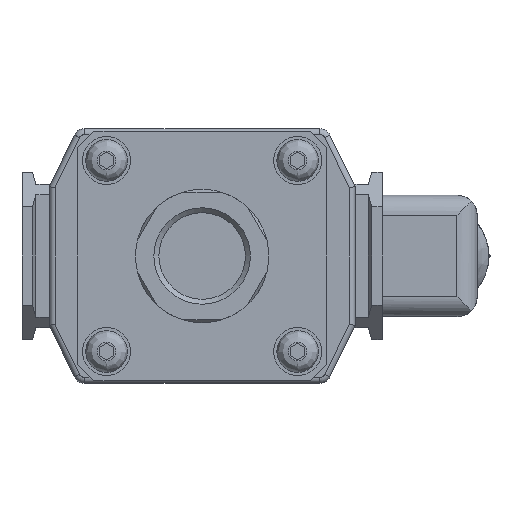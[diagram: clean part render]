
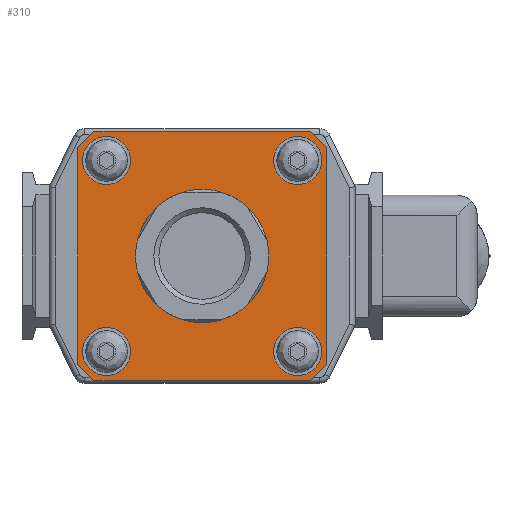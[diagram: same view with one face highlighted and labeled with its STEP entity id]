
A CAD part, front view. The second image highlights one B-rep face of the part: STEP entity #310.
In plain terms, the highlighted planar face has unit normal (0, -1, 0).
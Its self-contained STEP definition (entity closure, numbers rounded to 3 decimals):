
#310 = ADVANCED_FACE( '', ( #1008, #1009, #1010, #1011, #1012, #1013 ), #1014, .F. );
#1008 = FACE_BOUND( '', #2019, .T. );
#1009 = FACE_BOUND( '', #2020, .T. );
#1010 = FACE_BOUND( '', #2021, .T. );
#1011 = FACE_BOUND( '', #2022, .T. );
#1012 = FACE_BOUND( '', #2023, .T. );
#1013 = FACE_OUTER_BOUND( '', #2024, .T. );
#1014 = PLANE( '', #2025 );
#2019 = EDGE_LOOP( '', ( #4101 ) );
#2020 = EDGE_LOOP( '', ( #4102 ) );
#2021 = EDGE_LOOP( '', ( #4103 ) );
#2022 = EDGE_LOOP( '', ( #4104 ) );
#2023 = EDGE_LOOP( '', ( #4105 ) );
#2024 = EDGE_LOOP( '', ( #4106, #4107, #4108, #4109, #4110, #4111, #4112, #4113 ) );
#2025 = AXIS2_PLACEMENT_3D( '', #4114, #4115, #4116 );
#4101 = ORIENTED_EDGE( '', *, *, #5792, .F. );
#4102 = ORIENTED_EDGE( '', *, *, #5874, .F. );
#4103 = ORIENTED_EDGE( '', *, *, #5879, .F. );
#4104 = ORIENTED_EDGE( '', *, *, #5884, .F. );
#4105 = ORIENTED_EDGE( '', *, *, #5889, .F. );
#4106 = ORIENTED_EDGE( '', *, *, #5894, .F. );
#4107 = ORIENTED_EDGE( '', *, *, #5895, .F. );
#4108 = ORIENTED_EDGE( '', *, *, #5896, .F. );
#4109 = ORIENTED_EDGE( '', *, *, #5897, .F. );
#4110 = ORIENTED_EDGE( '', *, *, #5898, .F. );
#4111 = ORIENTED_EDGE( '', *, *, #5899, .F. );
#4112 = ORIENTED_EDGE( '', *, *, #5900, .F. );
#4113 = ORIENTED_EDGE( '', *, *, #5901, .F. );
#4114 = CARTESIAN_POINT( '', ( 0., 11., 0. ) );
#4115 = DIRECTION( '', ( 0., 1., 0. ) );
#4116 = DIRECTION( '', ( 0., 0., 1. ) );
#5792 = EDGE_CURVE( '', #7047, #7047, #7048, .T. );
#5874 = EDGE_CURVE( '', #7181, #7181, #7182, .T. );
#5879 = EDGE_CURVE( '', #7191, #7191, #7192, .T. );
#5884 = EDGE_CURVE( '', #7201, #7201, #7202, .T. );
#5889 = EDGE_CURVE( '', #7211, #7211, #7212, .T. );
#5894 = EDGE_CURVE( '', #7221, #7222, #7223, .T. );
#5895 = EDGE_CURVE( '', #7224, #7221, #7225, .T. );
#5896 = EDGE_CURVE( '', #7226, #7224, #7227, .T. );
#5897 = EDGE_CURVE( '', #7228, #7226, #7229, .T. );
#5898 = EDGE_CURVE( '', #7230, #7228, #7231, .T. );
#5899 = EDGE_CURVE( '', #7232, #7230, #7233, .T. );
#5900 = EDGE_CURVE( '', #7234, #7232, #7235, .T. );
#5901 = EDGE_CURVE( '', #7222, #7234, #7236, .T. );
#7047 = VERTEX_POINT( '', #8984 );
#7048 = CIRCLE( '', #8985, 11.5 );
#7181 = VERTEX_POINT( '', #9190 );
#7182 = CIRCLE( '', #9191, 4.15 );
#7191 = VERTEX_POINT( '', #9200 );
#7192 = CIRCLE( '', #9201, 4.15 );
#7201 = VERTEX_POINT( '', #9210 );
#7202 = CIRCLE( '', #9211, 4.15 );
#7211 = VERTEX_POINT( '', #9220 );
#7212 = CIRCLE( '', #9221, 4.15 );
#7221 = VERTEX_POINT( '', #9230 );
#7222 = VERTEX_POINT( '', #9231 );
#7223 = LINE( '', #9232, #9233 );
#7224 = VERTEX_POINT( '', #9234 );
#7225 = LINE( '', #9235, #9236 );
#7226 = VERTEX_POINT( '', #9237 );
#7227 = LINE( '', #9238, #9239 );
#7228 = VERTEX_POINT( '', #9240 );
#7229 = LINE( '', #9241, #9242 );
#7230 = VERTEX_POINT( '', #9243 );
#7231 = LINE( '', #9244, #9245 );
#7232 = VERTEX_POINT( '', #9246 );
#7233 = LINE( '', #9247, #9248 );
#7234 = VERTEX_POINT( '', #9249 );
#7235 = LINE( '', #9250, #9251 );
#7236 = LINE( '', #9252, #9253 );
#8984 = CARTESIAN_POINT( '', ( 0., 11., -11.5 ) );
#8985 = AXIS2_PLACEMENT_3D( '', #10791, #10792, #10793 );
#9190 = CARTESIAN_POINT( '', ( -16.5, 11., -20.65 ) );
#9191 = AXIS2_PLACEMENT_3D( '', #10893, #10894, #10895 );
#9200 = CARTESIAN_POINT( '', ( -16.5, 11., 12.35 ) );
#9201 = AXIS2_PLACEMENT_3D( '', #10908, #10909, #10910 );
#9210 = CARTESIAN_POINT( '', ( 16.5, 11., 12.35 ) );
#9211 = AXIS2_PLACEMENT_3D( '', #10923, #10924, #10925 );
#9220 = CARTESIAN_POINT( '', ( 16.5, 11., -20.65 ) );
#9221 = AXIS2_PLACEMENT_3D( '', #10938, #10939, #10940 );
#9230 = CARTESIAN_POINT( '', ( -18.672, 11., -21.5 ) );
#9231 = CARTESIAN_POINT( '', ( -21.5, 11., -18.672 ) );
#9232 = CARTESIAN_POINT( '', ( -18.672, 11., -21.5 ) );
#9233 = VECTOR( '', #10953, 1000. );
#9234 = CARTESIAN_POINT( '', ( 18.672, 11., -21.5 ) );
#9235 = CARTESIAN_POINT( '', ( 18.672, 11., -21.5 ) );
#9236 = VECTOR( '', #10954, 1000. );
#9237 = CARTESIAN_POINT( '', ( 21.5, 11., -18.672 ) );
#9238 = CARTESIAN_POINT( '', ( 21.5, 11., -18.672 ) );
#9239 = VECTOR( '', #10955, 1000. );
#9240 = CARTESIAN_POINT( '', ( 21.5, 11., 18.672 ) );
#9241 = CARTESIAN_POINT( '', ( 21.5, 11., 18.672 ) );
#9242 = VECTOR( '', #10956, 1000. );
#9243 = CARTESIAN_POINT( '', ( 18.672, 11., 21.5 ) );
#9244 = CARTESIAN_POINT( '', ( 18.672, 11., 21.5 ) );
#9245 = VECTOR( '', #10957, 1000. );
#9246 = CARTESIAN_POINT( '', ( -18.672, 11., 21.5 ) );
#9247 = CARTESIAN_POINT( '', ( -18.672, 11., 21.5 ) );
#9248 = VECTOR( '', #10958, 1000. );
#9249 = CARTESIAN_POINT( '', ( -21.5, 11., 18.672 ) );
#9250 = CARTESIAN_POINT( '', ( -21.5, 11., 18.672 ) );
#9251 = VECTOR( '', #10959, 1000. );
#9252 = CARTESIAN_POINT( '', ( -21.5, 11., -18.672 ) );
#9253 = VECTOR( '', #10960, 1000. );
#10791 = CARTESIAN_POINT( '', ( 0., 11., 0. ) );
#10792 = DIRECTION( '', ( 0., -1., 0. ) );
#10793 = DIRECTION( '', ( 0., 0., -1. ) );
#10893 = CARTESIAN_POINT( '', ( -16.5, 11., -16.5 ) );
#10894 = DIRECTION( '', ( 0., -1., 0. ) );
#10895 = DIRECTION( '', ( 0., 0., -1. ) );
#10908 = CARTESIAN_POINT( '', ( -16.5, 11., 16.5 ) );
#10909 = DIRECTION( '', ( 0., -1., 0. ) );
#10910 = DIRECTION( '', ( 0., 0., -1. ) );
#10923 = CARTESIAN_POINT( '', ( 16.5, 11., 16.5 ) );
#10924 = DIRECTION( '', ( 0., -1., 0. ) );
#10925 = DIRECTION( '', ( 0., 0., -1. ) );
#10938 = CARTESIAN_POINT( '', ( 16.5, 11., -16.5 ) );
#10939 = DIRECTION( '', ( 0., -1., 0. ) );
#10940 = DIRECTION( '', ( 0., 0., -1. ) );
#10953 = DIRECTION( '', ( -0.707, 0., 0.707 ) );
#10954 = DIRECTION( '', ( -1., 0., 0. ) );
#10955 = DIRECTION( '', ( -0.707, 0., -0.707 ) );
#10956 = DIRECTION( '', ( 0., 0., -1. ) );
#10957 = DIRECTION( '', ( 0.707, 0., -0.707 ) );
#10958 = DIRECTION( '', ( 1., 0., 0. ) );
#10959 = DIRECTION( '', ( 0.707, 0., 0.707 ) );
#10960 = DIRECTION( '', ( 0., 0., 1. ) );
